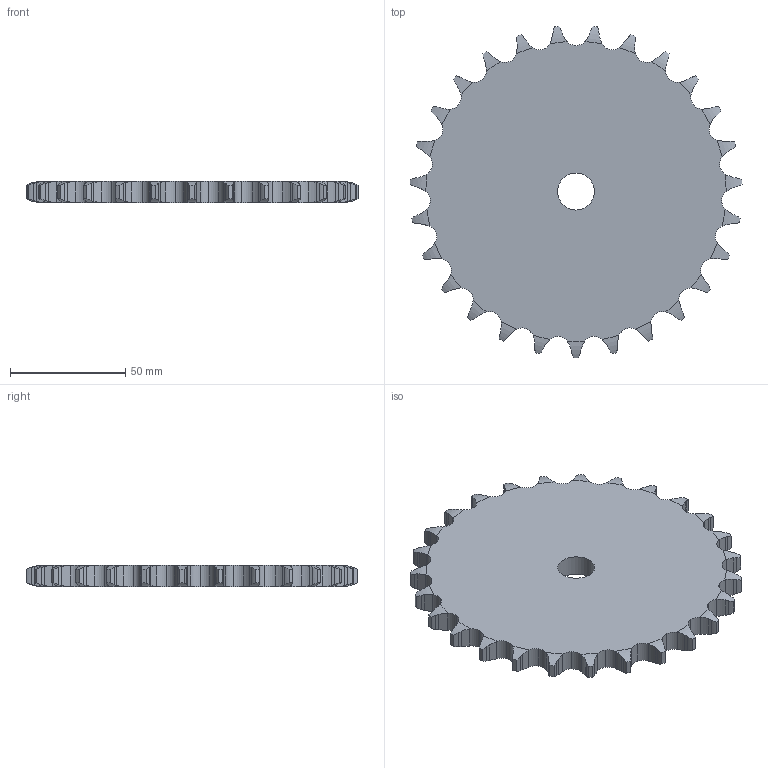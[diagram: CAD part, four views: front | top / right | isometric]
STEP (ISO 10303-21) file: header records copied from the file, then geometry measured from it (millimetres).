
FILE_DESCRIPTION(('FreeCAD Model'),'2;1');
FILE_NAME('Open CASCADE Shape Model','2022-03-13T09:05:35',('FreeCAD'),( 'FreeCAD'),'Open CASCADE STEP processor 7.5','FreeCAD','Unknown');
FILE_SCHEMA(('AUTOMOTIVE_DESIGN { 1 0 10303 214 1 1 1 1 }'));
Length unit declared in the file: millimetre
Products named in the file (1): Open CASCADE STEP translator 7.5 20
Bounding box: 143.85 x 143.62 x 9.1 mm (x, y, z)
Volume: 123838.6 mm3; surface area: 33597.6 mm2
Topology: 1 solids, 1 shells, 300 faces, 894 edges, 596 vertices
Faces by surface type: cylinder 190, plane 56, torus 54
Full cylindrical faces by diameter (mm): 16 x1
Entity records: 27220 total; most frequent: CARTESIAN_POINT 12171, DIRECTION 2042, ORIENTED_EDGE 1788, PCURVE 1788, DEFINITIONAL_REPRESENTATION 1788, B_SPLINE_CURVE_WITH_KNOTS 1296, LINE 1004, VECTOR 1004
